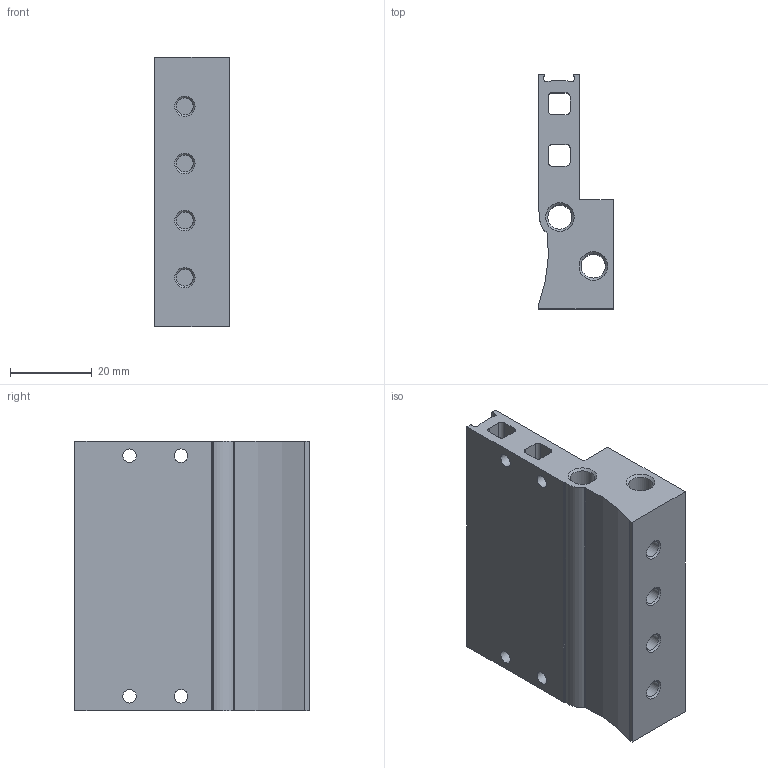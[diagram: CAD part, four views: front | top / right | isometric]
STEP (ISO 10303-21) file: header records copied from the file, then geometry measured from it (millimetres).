
FILE_DESCRIPTION(/* description */ ('STEP AP214'),/* implementation_level */ '2;1');
FILE_NAME(/* name */ '197448_MHA2-PR4-3-M5',/* time_stamp */ '2024-09-05T12:20:55+02:00',/* author */ ('License CC BY-ND 4.0'),/* organization */ ('CADENAS'),/* preprocessor_version */ 'ST-DEVELOPER v19.3',/* originating_system */ 'PARTsolutions',/* authorisation */ ' ');
FILE_SCHEMA (('AUTOMOTIVE_DESIGN {1 0 10303 214 3 1 1}'));
Length unit declared in the file: millimetre
Products named in the file (1): 197448 MHA2-PR4-3-M5
Bounding box: 18.3 x 57.4 x 66 mm (x, y, z)
Volume: 39823.3 mm3; surface area: 18961.9 mm2
Topology: 1 solids, 1 shells, 112 faces, 281 edges, 175 vertices
Faces by surface type: cylinder 49, cone 36, plane 27
Full cylindrical faces by diameter (mm): 2.013 x8, 3 x12, 3.3 x4, 4.134 x4, 5.917 x2, 6.25 x4
Entity records: 3092 total; most frequent: CARTESIAN_POINT 621, DIRECTION 520, ORIENTED_EDGE 384, FACE_BOUND 234, AXIS2_PLACEMENT_3D 227, EDGE_LOOP 226, EDGE_CURVE 192, VERTEX_POINT 164
